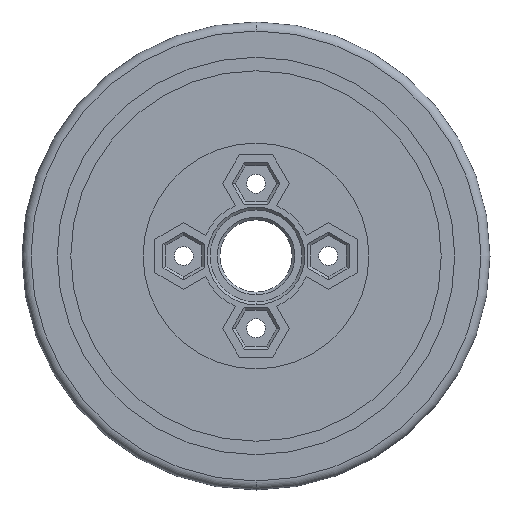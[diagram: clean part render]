
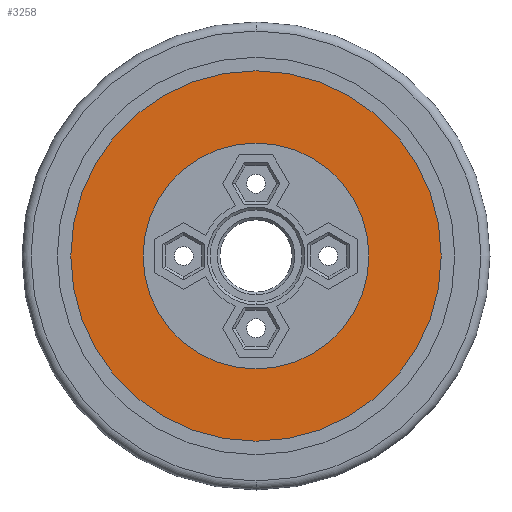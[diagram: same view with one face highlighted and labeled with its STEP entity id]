
A CAD part, front view. The second image highlights one B-rep face of the part: STEP entity #3258.
In plain terms, the highlighted planar face has unit normal (0, -1, 0).
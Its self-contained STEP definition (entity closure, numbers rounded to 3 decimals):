
#592=CARTESIAN_POINT('',(0.,-0.75,0.));
#593=DIRECTION('',(0.,1.,0.));
#594=DIRECTION('',(1.,0.,0.));
#595=AXIS2_PLACEMENT_3D('',#592,#593,#594);
#597=CARTESIAN_POINT('',(0.,-0.75,0.));
#598=DIRECTION('',(0.,-1.,0.));
#599=DIRECTION('',(1.,0.,0.));
#600=AXIS2_PLACEMENT_3D('',#597,#598,#599);
#602=CARTESIAN_POINT('',(0.,-0.75,0.));
#603=DIRECTION('',(0.,-1.,0.));
#604=DIRECTION('',(1.,0.,0.));
#605=AXIS2_PLACEMENT_3D('',#602,#603,#604);
#615=CARTESIAN_POINT('',(0.,-0.75,0.));
#616=DIRECTION('',(0.,1.,0.));
#617=DIRECTION('',(1.,0.,0.));
#618=AXIS2_PLACEMENT_3D('',#615,#616,#617);
#2152=CARTESIAN_POINT('',(20.5,-0.75,0.));
#2154=VERTEX_POINT('',#2152);
#2164=CARTESIAN_POINT('',(-20.5,-0.75,0.));
#2166=VERTEX_POINT('',#2164);
#2185=CARTESIAN_POINT('',(12.5,-0.75,0.));
#2187=VERTEX_POINT('',#2185);
#2189=CARTESIAN_POINT('',(-12.5,-0.75,0.));
#2191=VERTEX_POINT('',#2189);
#3243=CARTESIAN_POINT('',(0.,-0.75,0.));
#3244=DIRECTION('',(0.,-1.,0.));
#3245=DIRECTION('',(-1.,0.,0.));
#3246=AXIS2_PLACEMENT_3D('',#3243,#3244,#3245);
#3247=PLANE('',#3246);
#3249=ORIENTED_EDGE('',*,*,#3248,.F.);
#3251=ORIENTED_EDGE('',*,*,#3250,.T.);
#3252=EDGE_LOOP('',(#3249,#3251));
#3253=FACE_OUTER_BOUND('',#3252,.F.);
#3254=ORIENTED_EDGE('',*,*,#3236,.F.);
#3255=ORIENTED_EDGE('',*,*,#3225,.T.);
#3256=EDGE_LOOP('',(#3254,#3255));
#3257=FACE_BOUND('',#3256,.F.);
#3258=ADVANCED_FACE('',(#3253,#3257),#3247,.T.);
#596=CIRCLE('',#595,12.5);
#601=CIRCLE('',#600,12.5);
#606=CIRCLE('',#605,20.5);
#619=CIRCLE('',#618,20.5);
#3225=EDGE_CURVE('',#2187,#2191,#601,.T.);
#3236=EDGE_CURVE('',#2187,#2191,#596,.T.);
#3248=EDGE_CURVE('',#2154,#2166,#606,.T.);
#3250=EDGE_CURVE('',#2154,#2166,#619,.T.);
